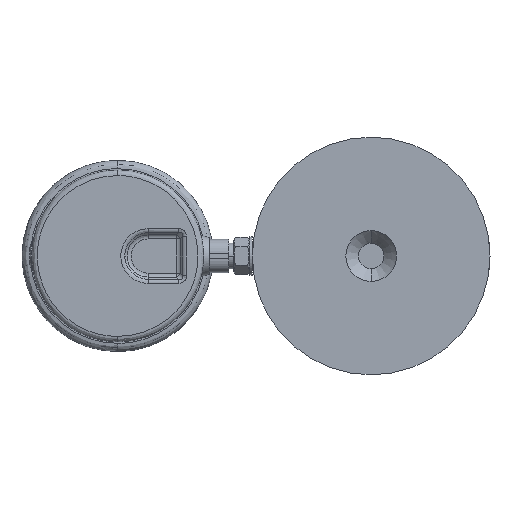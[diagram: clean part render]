
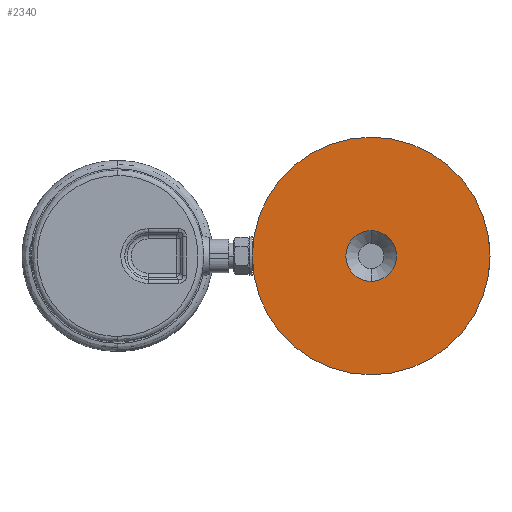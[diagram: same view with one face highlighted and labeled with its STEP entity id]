
A CAD part, front view. The second image highlights one B-rep face of the part: STEP entity #2340.
In plain terms, the highlighted planar face has unit normal (0, -1, 0).
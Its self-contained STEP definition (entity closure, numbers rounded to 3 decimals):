
#107 = DIRECTION ( 'NONE',  ( 0., 1., 0. ) ) ;
#269 = PLANE ( 'NONE',  #4682 ) ;
#368 = CIRCLE ( 'NONE', #4933, 42.862 ) ;
#456 = VERTEX_POINT ( 'NONE', #3512 ) ;
#906 = AXIS2_PLACEMENT_3D ( 'NONE', #6505, #7639, #4664 ) ;
#976 = DIRECTION ( 'NONE',  ( 0., 0., 1. ) ) ;
#1316 = EDGE_CURVE ( 'NONE', #5220, #1667, #6727, .T. ) ;
#1435 = AXIS2_PLACEMENT_3D ( 'NONE', #5459, #107, #7269 ) ;
#1437 = DIRECTION ( 'NONE',  ( 0., 0., 1. ) ) ;
#1637 = CARTESIAN_POINT ( 'NONE',  ( 25.532, 19.037, 69.417 ) ) ;
#1667 = VERTEX_POINT ( 'NONE', #5754 ) ;
#1870 = VERTEX_POINT ( 'NONE', #1985 ) ;
#1985 = CARTESIAN_POINT ( 'NONE',  ( 25.532, 19.037, 26.555 ) ) ;
#2172 = CARTESIAN_POINT ( 'NONE',  ( 25.532, 19.037, 69.417 ) ) ;
#2340 = ADVANCED_FACE ( 'NONE', ( #5346, #6944 ), #269, .F. ) ;
#2656 = CARTESIAN_POINT ( 'NONE',  ( 25.532, 19.037, 69.417 ) ) ;
#2750 = ORIENTED_EDGE ( 'NONE', *, *, #2809, .F. ) ;
#2809 = EDGE_CURVE ( 'NONE', #1870, #456, #368, .T. ) ;
#2838 = EDGE_LOOP ( 'NONE', ( #2912, #4301 ) ) ;
#2912 = ORIENTED_EDGE ( 'NONE', *, *, #1316, .T. ) ;
#3418 = CARTESIAN_POINT ( 'NONE',  ( 25.532, 19.037, 60.273 ) ) ;
#3512 = CARTESIAN_POINT ( 'NONE',  ( 25.532, 19.037, 112.28 ) ) ;
#3834 = DIRECTION ( 'NONE',  ( 0., 0., 1. ) ) ;
#3980 = DIRECTION ( 'NONE',  ( 0., 1., 0. ) ) ;
#4078 = EDGE_CURVE ( 'NONE', #1667, #5220, #7474, .T. ) ;
#4301 = ORIENTED_EDGE ( 'NONE', *, *, #4078, .T. ) ;
#4424 = DIRECTION ( 'NONE',  ( 0., 1., 0. ) ) ;
#4664 = DIRECTION ( 'NONE',  ( 0., 0., 1. ) ) ;
#4682 = AXIS2_PLACEMENT_3D ( 'NONE', #2656, #6220, #1437 ) ;
#4933 = AXIS2_PLACEMENT_3D ( 'NONE', #2172, #3980, #976 ) ;
#5220 = VERTEX_POINT ( 'NONE', #3418 ) ;
#5346 = FACE_BOUND ( 'NONE', #2838, .T. ) ;
#5459 = CARTESIAN_POINT ( 'NONE',  ( 25.532, 19.037, 69.417 ) ) ;
#5754 = CARTESIAN_POINT ( 'NONE',  ( 25.532, 19.037, 78.561 ) ) ;
#5777 = EDGE_LOOP ( 'NONE', ( #6469, #2750 ) ) ;
#6220 = DIRECTION ( 'NONE',  ( 0., 1., 0. ) ) ;
#6469 = ORIENTED_EDGE ( 'NONE', *, *, #7459, .F. ) ;
#6505 = CARTESIAN_POINT ( 'NONE',  ( 25.532, 19.037, 69.417 ) ) ;
#6727 = CIRCLE ( 'NONE', #6891, 9.144 ) ;
#6891 = AXIS2_PLACEMENT_3D ( 'NONE', #1637, #4424, #3834 ) ;
#6944 = FACE_OUTER_BOUND ( 'NONE', #5777, .T. ) ;
#7258 = CIRCLE ( 'NONE', #906, 42.862 ) ;
#7269 = DIRECTION ( 'NONE',  ( 0., 0., 1. ) ) ;
#7459 = EDGE_CURVE ( 'NONE', #456, #1870, #7258, .T. ) ;
#7474 = CIRCLE ( 'NONE', #1435, 9.144 ) ;
#7639 = DIRECTION ( 'NONE',  ( 0., 1., 0. ) ) ;
